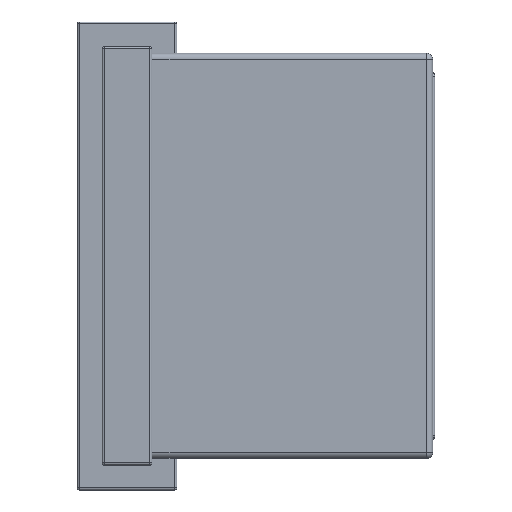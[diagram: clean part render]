
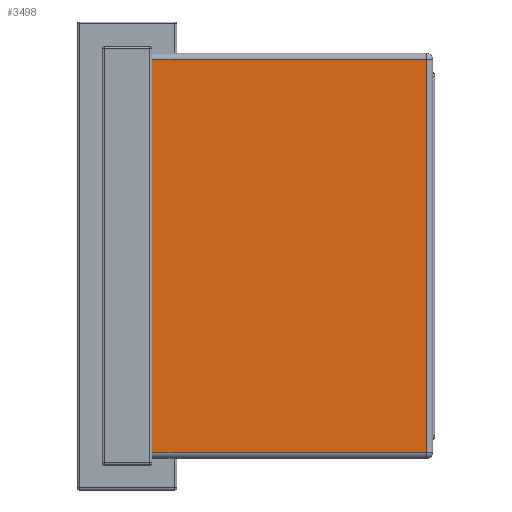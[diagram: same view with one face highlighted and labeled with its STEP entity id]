
A CAD part, top view. The second image highlights one B-rep face of the part: STEP entity #3498.
In plain terms, the highlighted planar face has unit normal (0, 0, 1).
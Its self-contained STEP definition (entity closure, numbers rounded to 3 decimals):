
#405=LINE('',#9201,#722);
#406=LINE('',#9204,#723);
#407=LINE('',#9206,#724);
#408=LINE('',#9208,#725);
#722=VECTOR('',#6179,1000.);
#723=VECTOR('',#6180,1000.);
#724=VECTOR('',#6181,1000.);
#725=VECTOR('',#6182,1000.);
#1282=ORIENTED_EDGE('',*,*,#1910,.F.);
#1283=ORIENTED_EDGE('',*,*,#1911,.F.);
#1284=ORIENTED_EDGE('',*,*,#1912,.F.);
#1285=ORIENTED_EDGE('',*,*,#1913,.F.);
#1910=EDGE_CURVE('Edge615',#2538,#2539,#405,.T.);
#1911=EDGE_CURVE('Edge616',#2540,#2538,#406,.T.);
#1912=EDGE_CURVE('Edge617',#2541,#2540,#407,.T.);
#1913=EDGE_CURVE('Edge618',#2539,#2541,#408,.T.);
#2538=VERTEX_POINT('',#9202);
#2539=VERTEX_POINT('',#9203);
#2540=VERTEX_POINT('',#9205);
#2541=VERTEX_POINT('',#9207);
#3091=EDGE_LOOP('',(#1282,#1283,#1284,#1285));
#3283=FACE_BOUND('',#3091,.T.);
#3373=PLANE('',#5171);
#3498=ADVANCED_FACE('Face147',(#3283),#3373,.T.);
#5171=AXIS2_PLACEMENT_3D('',#9200,#6177,#6178);
#6177=DIRECTION('',(0.,0.,1.));
#6178=DIRECTION('',(0.,-1.,0.));
#6179=DIRECTION('',(-1.,0.,0.));
#6180=DIRECTION('',(0.,-1.,0.));
#6181=DIRECTION('',(1.,0.,0.));
#6182=DIRECTION('',(0.,1.,0.));
#9200=CARTESIAN_POINT('',(-12.,0.,20.5));
#9201=CARTESIAN_POINT('',(-12.,-98.7,20.5));
#9202=CARTESIAN_POINT('',(57.,-98.7,20.5));
#9203=CARTESIAN_POINT('',(-81.,-98.7,20.5));
#9204=CARTESIAN_POINT('',(57.,0.,20.5));
#9205=CARTESIAN_POINT('',(57.,98.7,20.5));
#9206=CARTESIAN_POINT('',(-12.,98.7,20.5));
#9207=CARTESIAN_POINT('',(-81.,98.7,20.5));
#9208=CARTESIAN_POINT('',(-81.,0.,20.5));
